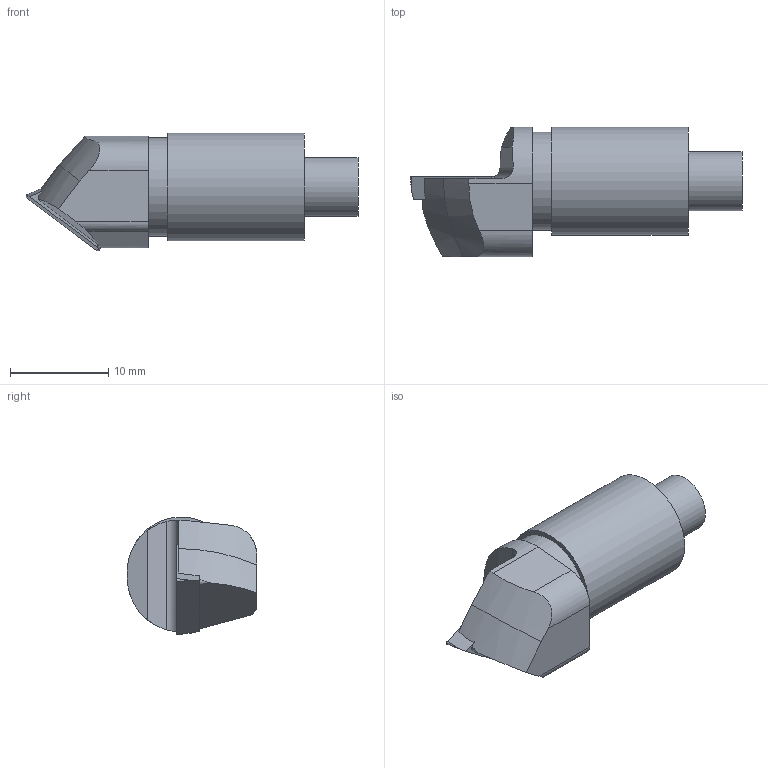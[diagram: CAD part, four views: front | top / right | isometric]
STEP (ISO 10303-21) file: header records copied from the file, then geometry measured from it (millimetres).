
FILE_DESCRIPTION(/* description */ (''),/* implementation_level */ '2;1');
FILE_NAME(/* name */ '1571737090664.stp',/* time_stamp */ '2019-10-22T11:38:19+02:00',/* author */ (''),/* organization */ ('SMS'),/* preprocessor_version */ 'ST-DEVELOPER v16.7',/* originating_system */ 'SIEMENS PLM Software NX 12.0',/* authorisation */ '');
FILE_SCHEMA (('AUTOMOTIVE_DESIGN { 1 0 10303 214 3 1 1 1 }'));
Length unit declared in the file: millimetre
Products named in the file (4): ASSEMBLY_CONSTRUCTION; IsoTurningInsert; 202305395mod000_00; 202305374mod000_00
Assembly tree (3 placements, depth 2):
  202305374mod000_00
    202305395mod000_00
    IsoTurningInsert
    ASSEMBLY_CONSTRUCTION
Bounding box: 33.86 x 13.2 x 12.02 mm (x, y, z)
Volume: 2431.6 mm3; surface area: 1402.9 mm2
Topology: 2 solids, 2 shells, 43 faces, 107 edges, 75 vertices
Faces by surface type: plane 21, cylinder 13, cone 5, torus 4
Full cylindrical faces by diameter (mm): 2.5 x2, 6 x1, 10 x1, 11 x1
Entity records: 1433 total; most frequent: CARTESIAN_POINT 296, DIRECTION 225, ORIENTED_EDGE 176, AXIS2_PLACEMENT_3D 89, EDGE_CURVE 88, VERTEX_POINT 64, EDGE_LOOP 60, LINE 47
